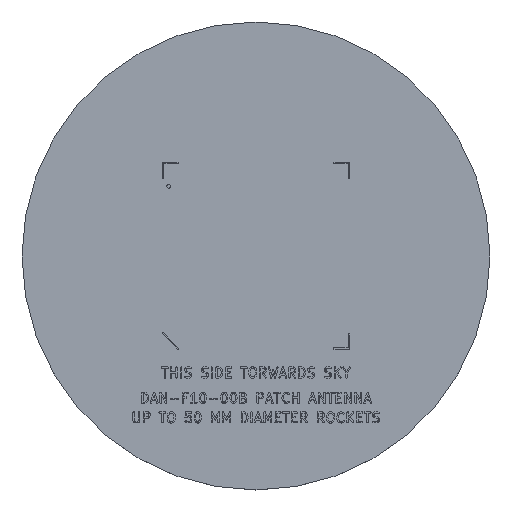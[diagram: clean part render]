
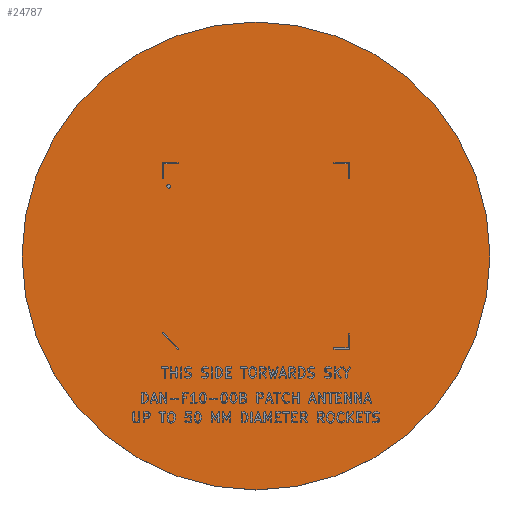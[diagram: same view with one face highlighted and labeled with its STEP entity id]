
A CAD part, top view. The second image highlights one B-rep face of the part: STEP entity #24787.
In plain terms, the highlighted planar face has unit normal (0, 0, 1).
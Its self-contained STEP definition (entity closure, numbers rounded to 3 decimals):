
#24752 = VERTEX_POINT('',#24753);
#24753 = CARTESIAN_POINT('',(24.,0.,1.51));
#24759 = EDGE_CURVE('',#24752,#24752,#24760,.T.);
#24760 = CIRCLE('',#24761,24.);
#24761 = AXIS2_PLACEMENT_3D('',#24762,#24763,#24764);
#24762 = CARTESIAN_POINT('',(0.,0.,1.51));
#24763 = DIRECTION('',(0.,0.,1.));
#24764 = DIRECTION('',(1.,0.,-0.));
#24787 = ADVANCED_FACE('',(#24788),#24791,.T.);
#24788 = FACE_BOUND('',#24789,.T.);
#24789 = EDGE_LOOP('',(#24790));
#24790 = ORIENTED_EDGE('',*,*,#24759,.T.);
#24791 = PLANE('',#24792);
#24792 = AXIS2_PLACEMENT_3D('',#24793,#24794,#24795);
#24793 = CARTESIAN_POINT('',(0.,0.,1.51));
#24794 = DIRECTION('',(0.,0.,1.));
#24795 = DIRECTION('',(1.,0.,-0.));
